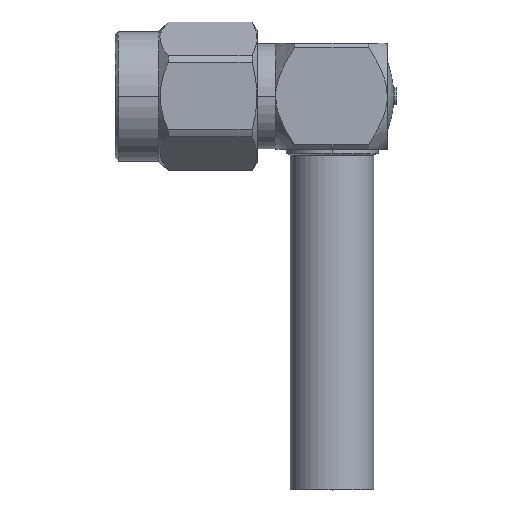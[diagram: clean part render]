
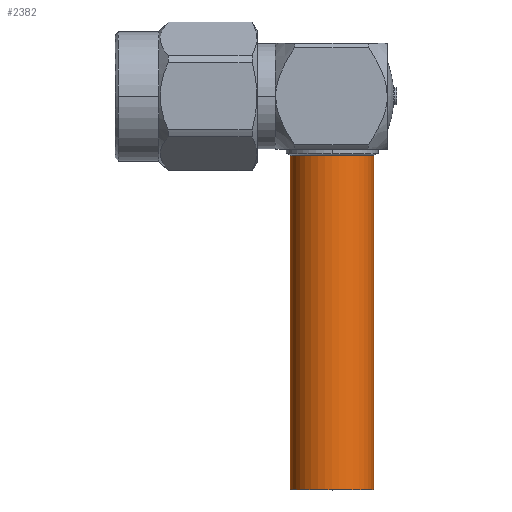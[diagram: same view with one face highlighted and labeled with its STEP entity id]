
A CAD part, top view. The second image highlights one B-rep face of the part: STEP entity #2382.
In plain terms, the highlighted cylindrical face has radius 2.5 mm (diameter 5 mm), a partial arc.
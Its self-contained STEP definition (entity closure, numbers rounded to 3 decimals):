
#2 = DIRECTION ( 'NONE',  ( 1., 0., 0. ) ) ;
#8 = CARTESIAN_POINT ( 'NONE',  ( 0., -3.553, 0. ) ) ;
#93 = CIRCLE ( 'NONE', #2016, 2.5 ) ;
#155 = EDGE_CURVE ( 'NONE', #1896, #2861, #93, .T. ) ;
#201 = VERTEX_POINT ( 'NONE', #1335 ) ;
#233 = DIRECTION ( 'NONE',  ( 0., -1., 0. ) ) ;
#398 = AXIS2_PLACEMENT_3D ( 'NONE', #8, #233, #1346 ) ;
#448 = CIRCLE ( 'NONE', #879, 2.5 ) ;
#474 = FACE_OUTER_BOUND ( 'NONE', #2363, .T. ) ;
#502 = CARTESIAN_POINT ( 'NONE',  ( 2.5, -3.553, 0. ) ) ;
#879 = AXIS2_PLACEMENT_3D ( 'NONE', #2610, #1805, #894 ) ;
#894 = DIRECTION ( 'NONE',  ( 1., 0., 0. ) ) ;
#1015 = LINE ( 'NONE', #502, #1537 ) ;
#1173 = VERTEX_POINT ( 'NONE', #1895 ) ;
#1327 = CARTESIAN_POINT ( 'NONE',  ( -2.5, -3.553, 0. ) ) ;
#1335 = CARTESIAN_POINT ( 'NONE',  ( -2.5, -3.553, 0. ) ) ;
#1339 = EDGE_CURVE ( 'NONE', #1173, #1896, #1015, .T. ) ;
#1346 = DIRECTION ( 'NONE',  ( 1., 0., 0. ) ) ;
#1491 = LINE ( 'NONE', #1327, #1961 ) ;
#1517 = CARTESIAN_POINT ( 'NONE',  ( -2.5, -23.553, 0. ) ) ;
#1537 = VECTOR ( 'NONE', #1860, 1000. ) ;
#1592 = CYLINDRICAL_SURFACE ( 'NONE', #398, 2.5 ) ;
#1639 = EDGE_CURVE ( 'NONE', #201, #1173, #448, .T. ) ;
#1773 = EDGE_CURVE ( 'NONE', #201, #2861, #1491, .T. ) ;
#1805 = DIRECTION ( 'NONE',  ( 0., 1., 0. ) ) ;
#1855 = ORIENTED_EDGE ( 'NONE', *, *, #1639, .F. ) ;
#1860 = DIRECTION ( 'NONE',  ( 0., -1., 0. ) ) ;
#1895 = CARTESIAN_POINT ( 'NONE',  ( 2.5, -3.553, 0. ) ) ;
#1896 = VERTEX_POINT ( 'NONE', #2049 ) ;
#1961 = VECTOR ( 'NONE', #2215, 1000. ) ;
#2015 = CARTESIAN_POINT ( 'NONE',  ( 0., -23.553, 0. ) ) ;
#2016 = AXIS2_PLACEMENT_3D ( 'NONE', #2015, #2674, #2 ) ;
#2049 = CARTESIAN_POINT ( 'NONE',  ( 2.5, -23.553, 0. ) ) ;
#2215 = DIRECTION ( 'NONE',  ( 0., -1., 0. ) ) ;
#2226 = ORIENTED_EDGE ( 'NONE', *, *, #155, .F. ) ;
#2284 = ORIENTED_EDGE ( 'NONE', *, *, #1339, .F. ) ;
#2342 = ORIENTED_EDGE ( 'NONE', *, *, #1773, .T. ) ;
#2363 = EDGE_LOOP ( 'NONE', ( #1855, #2342, #2226, #2284 ) ) ;
#2382 = ADVANCED_FACE ( 'NONE', ( #474 ), #1592, .T. ) ;
#2610 = CARTESIAN_POINT ( 'NONE',  ( 0., -3.553, 0. ) ) ;
#2674 = DIRECTION ( 'NONE',  ( 0., -1., 0. ) ) ;
#2861 = VERTEX_POINT ( 'NONE', #1517 ) ;
